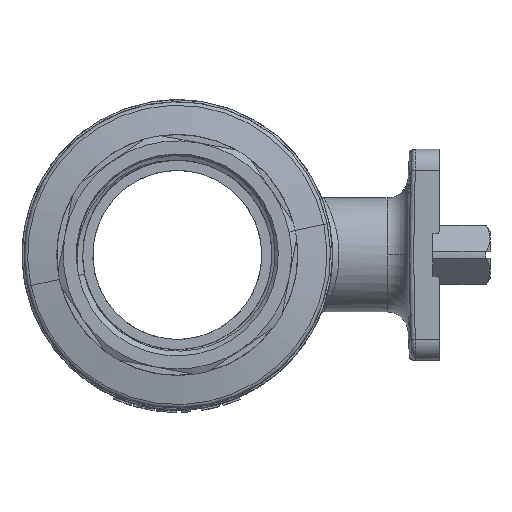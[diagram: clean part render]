
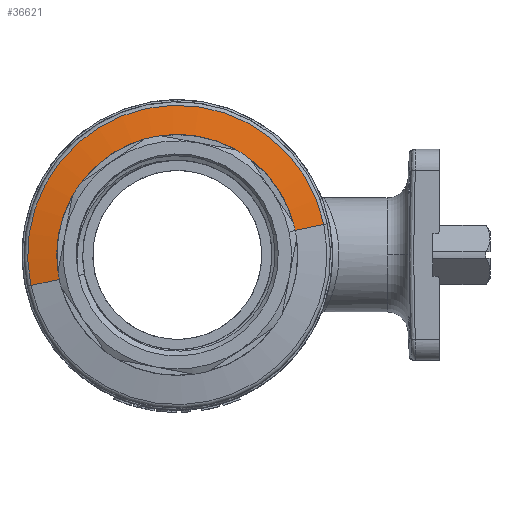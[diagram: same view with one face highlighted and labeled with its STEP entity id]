
A CAD part, front view. The second image highlights one B-rep face of the part: STEP entity #36621.
In plain terms, the highlighted conical face has half-angle 80 degrees and reference radius 28.5 mm.
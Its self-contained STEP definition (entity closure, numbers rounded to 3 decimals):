
#1735 = VERTEX_POINT ( 'NONE', #5085 ) ;
#2297 = CARTESIAN_POINT ( 'NONE',  ( 0., -31.646, 0. ) ) ;
#3594 = LINE ( 'NONE', #41088, #47300 ) ;
#4221 = VERTEX_POINT ( 'NONE', #7253 ) ;
#5085 = CARTESIAN_POINT ( 'NONE',  ( -27.902, -32.867, -5.809 ) ) ;
#7138 = CIRCLE ( 'NONE', #42604, 28.5 ) ;
#7253 = CARTESIAN_POINT ( 'NONE',  ( 34.68, -31.646, 7.22 ) ) ;
#7531 = CONICAL_SURFACE ( 'NONE', #46230, 28.5, 1.396 ) ;
#10214 = ORIENTED_EDGE ( 'NONE', *, *, #28935, .T. ) ;
#11121 = DIRECTION ( 'NONE',  ( 0., 1., 0. ) ) ;
#13405 = VECTOR ( 'NONE', #28456, 1000. ) ;
#13685 = VERTEX_POINT ( 'NONE', #20565 ) ;
#14293 = DIRECTION ( 'NONE',  ( 0., -1., 0. ) ) ;
#15450 = CARTESIAN_POINT ( 'NONE',  ( 0., -32.867, 0. ) ) ;
#15820 = CARTESIAN_POINT ( 'NONE',  ( 0., -32.867, 0. ) ) ;
#15999 = DIRECTION ( 'NONE',  ( 0., -1., 0. ) ) ;
#18312 = EDGE_CURVE ( 'NONE', #4221, #26435, #28365, .T. ) ;
#18614 = FACE_OUTER_BOUND ( 'NONE', #44951, .T. ) ;
#19690 = EDGE_CURVE ( 'NONE', #13685, #1735, #7138, .T. ) ;
#20565 = CARTESIAN_POINT ( 'NONE',  ( 27.902, -32.867, 5.809 ) ) ;
#21640 = DIRECTION ( 'NONE',  ( -0.979, 0., -0.204 ) ) ;
#23676 = DIRECTION ( 'NONE',  ( 0.979, 0., 0.204 ) ) ;
#26435 = VERTEX_POINT ( 'NONE', #35976 ) ;
#27692 = AXIS2_PLACEMENT_3D ( 'NONE', #2297, #14293, #35085 ) ;
#27896 = ORIENTED_EDGE ( 'NONE', *, *, #19690, .F. ) ;
#28365 = CIRCLE ( 'NONE', #27692, 35.424 ) ;
#28456 = DIRECTION ( 'NONE',  ( 0.964, 0.174, 0.201 ) ) ;
#28935 = EDGE_CURVE ( 'NONE', #13685, #4221, #32271, .T. ) ;
#32271 = LINE ( 'NONE', #53547, #13405 ) ;
#35085 = DIRECTION ( 'NONE',  ( -0.979, 0., -0.204 ) ) ;
#35976 = CARTESIAN_POINT ( 'NONE',  ( -34.68, -31.646, -7.22 ) ) ;
#36621 = ADVANCED_FACE ( 'NONE', ( #18614 ), #7531, .T. ) ;
#39595 = ORIENTED_EDGE ( 'NONE', *, *, #48859, .F. ) ;
#41088 = CARTESIAN_POINT ( 'NONE',  ( -27.902, -32.867, -5.809 ) ) ;
#42604 = AXIS2_PLACEMENT_3D ( 'NONE', #15820, #15999, #21640 ) ;
#44951 = EDGE_LOOP ( 'NONE', ( #39595, #27896, #10214, #52420 ) ) ;
#46230 = AXIS2_PLACEMENT_3D ( 'NONE', #15450, #11121, #23676 ) ;
#47300 = VECTOR ( 'NONE', #49492, 1000. ) ;
#48859 = EDGE_CURVE ( 'NONE', #1735, #26435, #3594, .T. ) ;
#49492 = DIRECTION ( 'NONE',  ( -0.964, 0.174, -0.201 ) ) ;
#52420 = ORIENTED_EDGE ( 'NONE', *, *, #18312, .T. ) ;
#53547 = CARTESIAN_POINT ( 'NONE',  ( 27.902, -32.867, 5.809 ) ) ;
